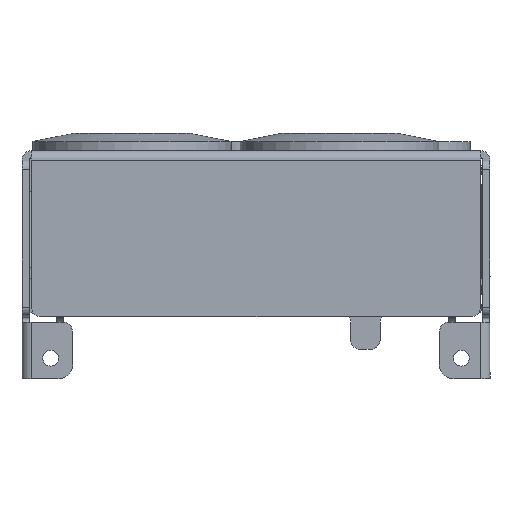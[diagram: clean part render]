
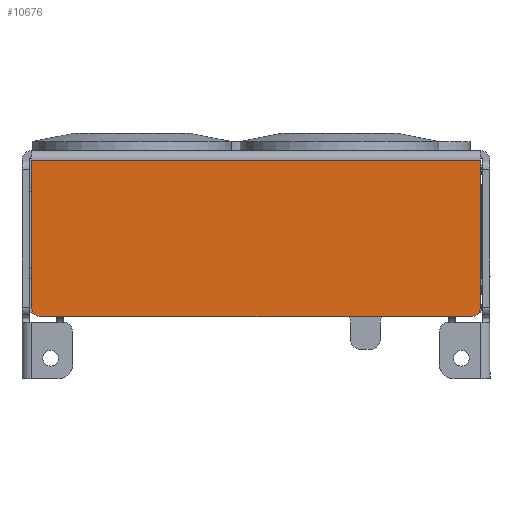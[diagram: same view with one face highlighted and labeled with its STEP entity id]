
A CAD part, front view. The second image highlights one B-rep face of the part: STEP entity #10676.
In plain terms, the highlighted planar face has unit normal (0, -1, 0).
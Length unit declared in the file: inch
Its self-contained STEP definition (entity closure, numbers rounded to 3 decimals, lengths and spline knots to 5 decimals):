
#489 = DIRECTION ( 'NONE',  ( 0., 0., -1. ) ) ;
#1260 = DIRECTION ( 'NONE',  ( 0., -1., 0. ) ) ;
#1517 = CARTESIAN_POINT ( 'NONE',  ( -2.08728, -1.82843, 0. ) ) ;
#2015 = ORIENTED_EDGE ( 'NONE', *, *, #10831, .T. ) ;
#2249 = VERTEX_POINT ( 'NONE', #11812 ) ;
#2321 = LINE ( 'NONE', #2434, #9505 ) ;
#2352 = VECTOR ( 'NONE', #9556, 39.37008 ) ;
#2434 = CARTESIAN_POINT ( 'NONE',  ( -2.08728, -1.82843, 0. ) ) ;
#2566 = CIRCLE ( 'NONE', #11864, 0.08268 ) ;
#2640 = DIRECTION ( 'NONE',  ( 0., 0., -1. ) ) ;
#2681 = VERTEX_POINT ( 'NONE', #7039 ) ;
#2775 = ORIENTED_EDGE ( 'NONE', *, *, #3866, .F. ) ;
#2841 = VERTEX_POINT ( 'NONE', #10066 ) ;
#3333 = ORIENTED_EDGE ( 'NONE', *, *, #9527, .T. ) ;
#3660 = CARTESIAN_POINT ( 'NONE',  ( -2.08728, -1.82843, -1.36614 ) ) ;
#3866 = EDGE_CURVE ( 'NONE', #6358, #2681, #5477, .T. ) ;
#3994 = VERTEX_POINT ( 'NONE', #3660 ) ;
#4380 = ORIENTED_EDGE ( 'NONE', *, *, #11109, .T. ) ;
#5253 = FACE_OUTER_BOUND ( 'NONE', #11806, .T. ) ;
#5364 = DIRECTION ( 'NONE',  ( 0., -1., 0. ) ) ;
#5477 = LINE ( 'NONE', #5511, #2352 ) ;
#5502 = VECTOR ( 'NONE', #7597, 39.37008 ) ;
#5511 = CARTESIAN_POINT ( 'NONE',  ( 1.83004, -1.82843, -0.08268 ) ) ;
#5797 = CARTESIAN_POINT ( 'NONE',  ( -2.0046, -1.82843, -1.36614 ) ) ;
#5904 = CARTESIAN_POINT ( 'NONE',  ( -2.08728, -1.82843, -0.08268 ) ) ;
#6358 = VERTEX_POINT ( 'NONE', #5904 ) ;
#6380 = CARTESIAN_POINT ( 'NONE',  ( 1.74737, -1.82843, -1.36614 ) ) ;
#7039 = CARTESIAN_POINT ( 'NONE',  ( 1.83004, -1.82843, -0.08268 ) ) ;
#7242 = DIRECTION ( 'NONE',  ( 1., 0., 0. ) ) ;
#7502 = PLANE ( 'NONE',  #7728 ) ;
#7597 = DIRECTION ( 'NONE',  ( 0., 0., 1. ) ) ;
#7728 = AXIS2_PLACEMENT_3D ( 'NONE', #1517, #5364, #10395 ) ;
#8043 = ORIENTED_EDGE ( 'NONE', *, *, #8892, .T. ) ;
#8173 = LINE ( 'NONE', #8675, #5502 ) ;
#8659 = CIRCLE ( 'NONE', #9318, 0.08268 ) ;
#8675 = CARTESIAN_POINT ( 'NONE',  ( 1.83004, -1.82843, 0. ) ) ;
#8892 = EDGE_CURVE ( 'NONE', #6358, #3994, #2321, .T. ) ;
#9183 = LINE ( 'NONE', #9242, #12716 ) ;
#9242 = CARTESIAN_POINT ( 'NONE',  ( -2.08728, -1.82843, -1.44882 ) ) ;
#9318 = AXIS2_PLACEMENT_3D ( 'NONE', #6380, #1260, #12206 ) ;
#9505 = VECTOR ( 'NONE', #489, 39.37008 ) ;
#9527 = EDGE_CURVE ( 'NONE', #2841, #10304, #9183, .T. ) ;
#9556 = DIRECTION ( 'NONE',  ( 1., 0., 0. ) ) ;
#10066 = CARTESIAN_POINT ( 'NONE',  ( -2.0046, -1.82843, -1.44882 ) ) ;
#10304 = VERTEX_POINT ( 'NONE', #11730 ) ;
#10395 = DIRECTION ( 'NONE',  ( 0., 0., -1. ) ) ;
#10663 = ORIENTED_EDGE ( 'NONE', *, *, #12270, .T. ) ;
#10676 = ADVANCED_FACE ( 'NONE', ( #5253 ), #7502, .T. ) ;
#10831 = EDGE_CURVE ( 'NONE', #10304, #2249, #8659, .T. ) ;
#11109 = EDGE_CURVE ( 'NONE', #3994, #2841, #2566, .T. ) ;
#11730 = CARTESIAN_POINT ( 'NONE',  ( 1.74737, -1.82843, -1.44882 ) ) ;
#11763 = DIRECTION ( 'NONE',  ( 0., -1., 0. ) ) ;
#11806 = EDGE_LOOP ( 'NONE', ( #10663, #2775, #8043, #4380, #3333, #2015 ) ) ;
#11812 = CARTESIAN_POINT ( 'NONE',  ( 1.83004, -1.82843, -1.36614 ) ) ;
#11864 = AXIS2_PLACEMENT_3D ( 'NONE', #5797, #11763, #2640 ) ;
#12206 = DIRECTION ( 'NONE',  ( 0., 0., -1. ) ) ;
#12270 = EDGE_CURVE ( 'NONE', #2249, #2681, #8173, .T. ) ;
#12716 = VECTOR ( 'NONE', #7242, 39.37008 ) ;
